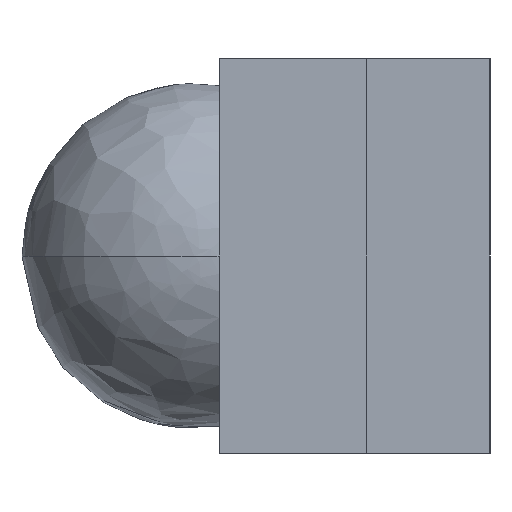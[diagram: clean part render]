
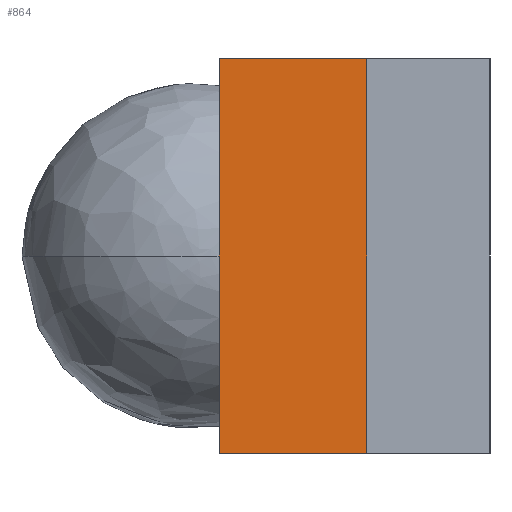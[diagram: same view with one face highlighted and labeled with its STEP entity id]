
A CAD part, left-side view. The second image highlights one B-rep face of the part: STEP entity #864.
In plain terms, the highlighted planar face has unit normal (-1, 0, 0).
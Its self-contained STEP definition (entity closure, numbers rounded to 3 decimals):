
#8 = CARTESIAN_POINT ( 'NONE',  ( -0.6, -1.182, 0.4 ) ) ;
#56 = EDGE_CURVE ( 'NONE', #523, #693, #611, .T. ) ;
#61 = AXIS2_PLACEMENT_3D ( 'NONE', #8, #333, #751 ) ;
#96 = CARTESIAN_POINT ( 'NONE',  ( -0.6, -1.182, -0.4 ) ) ;
#123 = LINE ( 'NONE', #537, #310 ) ;
#131 = DIRECTION ( 'NONE',  ( 0., -1., 0. ) ) ;
#143 = PLANE ( 'NONE',  #61 ) ;
#155 = DIRECTION ( 'NONE',  ( 0., 0., -1. ) ) ;
#166 = VECTOR ( 'NONE', #155, 1000. ) ;
#196 = DIRECTION ( 'NONE',  ( 0., 0., 1. ) ) ;
#222 = VECTOR ( 'NONE', #488, 1000. ) ;
#251 = ORIENTED_EDGE ( 'NONE', *, *, #663, .T. ) ;
#256 = ORIENTED_EDGE ( 'NONE', *, *, #875, .T. ) ;
#272 = VERTEX_POINT ( 'NONE', #307 ) ;
#307 = CARTESIAN_POINT ( 'NONE',  ( -0.6, 0.25, -0.4 ) ) ;
#310 = VECTOR ( 'NONE', #196, 1000. ) ;
#312 = EDGE_CURVE ( 'NONE', #523, #562, #767, .T. ) ;
#330 = FACE_OUTER_BOUND ( 'NONE', #842, .T. ) ;
#333 = DIRECTION ( 'NONE',  ( -1., 0., 0. ) ) ;
#337 = CARTESIAN_POINT ( 'NONE',  ( -0.6, 0.55, 0.4 ) ) ;
#384 = ORIENTED_EDGE ( 'NONE', *, *, #56, .T. ) ;
#488 = DIRECTION ( 'NONE',  ( 0., -1., 0. ) ) ;
#520 = CARTESIAN_POINT ( 'NONE',  ( -0.6, -1.182, 0.4 ) ) ;
#523 = VERTEX_POINT ( 'NONE', #337 ) ;
#537 = CARTESIAN_POINT ( 'NONE',  ( -0.6, 0.25, 0.4 ) ) ;
#562 = VERTEX_POINT ( 'NONE', #722 ) ;
#611 = LINE ( 'NONE', #702, #166 ) ;
#663 = EDGE_CURVE ( 'NONE', #693, #272, #752, .T. ) ;
#693 = VERTEX_POINT ( 'NONE', #775 ) ;
#702 = CARTESIAN_POINT ( 'NONE',  ( -0.6, 0.55, 0.4 ) ) ;
#711 = VECTOR ( 'NONE', #131, 1000. ) ;
#722 = CARTESIAN_POINT ( 'NONE',  ( -0.6, 0.25, 0.4 ) ) ;
#726 = ORIENTED_EDGE ( 'NONE', *, *, #312, .F. ) ;
#751 = DIRECTION ( 'NONE',  ( 0., 0., 1. ) ) ;
#752 = LINE ( 'NONE', #96, #222 ) ;
#767 = LINE ( 'NONE', #520, #711 ) ;
#775 = CARTESIAN_POINT ( 'NONE',  ( -0.6, 0.55, -0.4 ) ) ;
#842 = EDGE_LOOP ( 'NONE', ( #726, #384, #251, #256 ) ) ;
#864 = ADVANCED_FACE ( 'NONE', ( #330 ), #143, .T. ) ;
#875 = EDGE_CURVE ( 'NONE', #272, #562, #123, .T. ) ;
